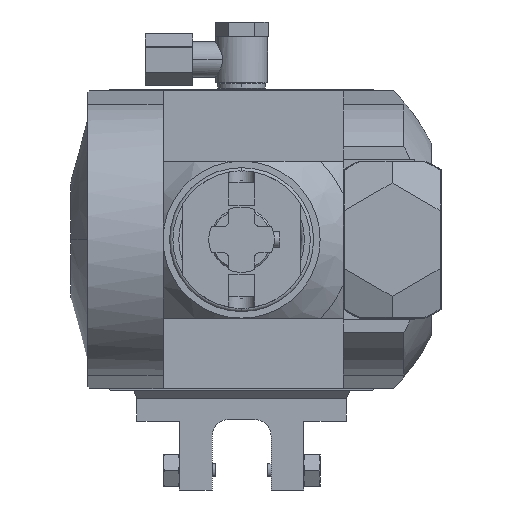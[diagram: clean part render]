
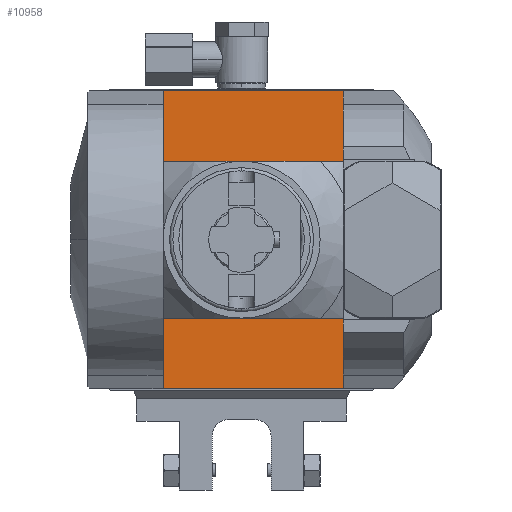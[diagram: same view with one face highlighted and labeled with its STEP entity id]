
A CAD part, left-side view. The second image highlights one B-rep face of the part: STEP entity #10958.
In plain terms, the highlighted planar face has unit normal (-1, 0, 0).
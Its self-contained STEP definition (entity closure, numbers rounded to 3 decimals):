
#271=DIRECTION('',(0.,-1.,0.));
#272=VECTOR('',#271,55.);
#273=CARTESIAN_POINT('',(-55.8,24.,45.5));
#274=LINE('',#273,#272);
#1769=DIRECTION('',(0.,1.,0.));
#1770=VECTOR('',#1769,55.);
#1771=CARTESIAN_POINT('',(-55.8,-31.,-45.5));
#1772=LINE('',#1771,#1770);
#1868=DIRECTION('',(0.,0.,1.));
#1869=VECTOR('',#1868,91.);
#1870=CARTESIAN_POINT('',(-55.8,24.,-45.5));
#1871=LINE('',#1870,#1869);
#2255=DIRECTION('',(0.,0.,1.));
#2256=VECTOR('',#2255,91.);
#2257=CARTESIAN_POINT('',(-55.8,-31.,-45.5));
#2258=LINE('',#2257,#2256);
#7182=CARTESIAN_POINT('',(-55.8,24.,-45.5));
#7183=CARTESIAN_POINT('',(-55.8,24.,45.5));
#7184=VERTEX_POINT('',#7182);
#7185=VERTEX_POINT('',#7183);
#7186=CARTESIAN_POINT('',(-55.8,-31.,-45.5));
#7187=CARTESIAN_POINT('',(-55.8,-31.,45.5));
#7188=VERTEX_POINT('',#7186);
#7189=VERTEX_POINT('',#7187);
#10947=CARTESIAN_POINT('',(-55.8,24.,-57.));
#10948=DIRECTION('',(1.,0.,0.));
#10949=DIRECTION('',(0.,0.,1.));
#10950=AXIS2_PLACEMENT_3D('',#10947,#10948,#10949);
#10951=PLANE('',#10950);
#10952=ORIENTED_EDGE('',*,*,#9902,.T.);
#10953=ORIENTED_EDGE('',*,*,#8572,.T.);
#10954=ORIENTED_EDGE('',*,*,#10093,.F.);
#10955=ORIENTED_EDGE('',*,*,#9787,.T.);
#10956=EDGE_LOOP('',(#10952,#10953,#10954,#10955));
#10957=FACE_OUTER_BOUND('',#10956,.F.);
#10958=ADVANCED_FACE('',(#10957),#10951,.F.);
#8572=EDGE_CURVE('',#7185,#7189,#274,.T.);
#9787=EDGE_CURVE('',#7188,#7184,#1772,.T.);
#9902=EDGE_CURVE('',#7184,#7185,#1871,.T.);
#10093=EDGE_CURVE('',#7188,#7189,#2258,.T.);
